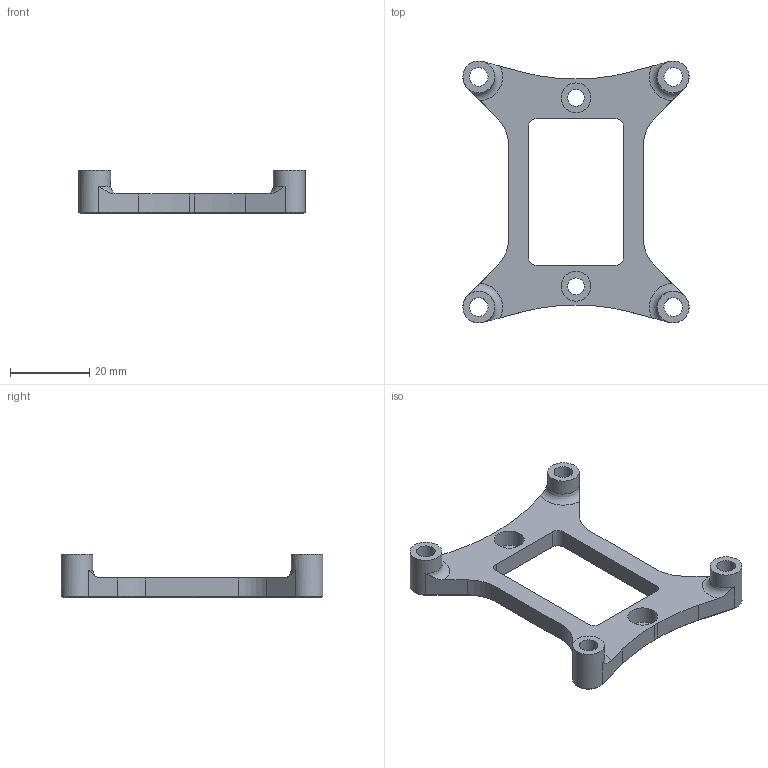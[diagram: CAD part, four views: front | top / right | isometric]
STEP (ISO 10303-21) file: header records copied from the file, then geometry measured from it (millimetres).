
FILE_DESCRIPTION(/* description */ (''),/* implementation_level */ '2;1');
FILE_NAME(/* name */ 'pi_din_mount.step',/* time_stamp */ '2023-02-06T19:04:04+08:00',/* author */ (''),/* organization */ (''),/* preprocessor_version */ 'ST-DEVELOPER v19.2',/* originating_system */ 'Autodesk Translation Framework v11.17.0.187',/* authorisation */ '');
FILE_SCHEMA (('AUTOMOTIVE_DESIGN { 1 0 10303 214 3 1 1 }'));
Length unit declared in the file: millimetre
Products named in the file (1): DIN Rail Mounting
Bounding box: 57 x 66 x 11 mm (x, y, z)
Volume: 8074.5 mm3; surface area: 6253.9 mm2
Topology: 1 solids, 1 shells, 84 faces, 208 edges, 128 vertices
Faces by surface type: plane 40, cylinder 24, cone 16, torus 4
Full cylindrical faces by diameter (mm): 4.2 x2, 4.7 x4, 7.5 x2, 8 x4
Entity records: 2589 total; most frequent: CARTESIAN_POINT 493, DIRECTION 446, ORIENTED_EDGE 416, EDGE_CURVE 208, AXIS2_PLACEMENT_3D 161, VERTEX_POINT 128, LINE 124, VECTOR 124
